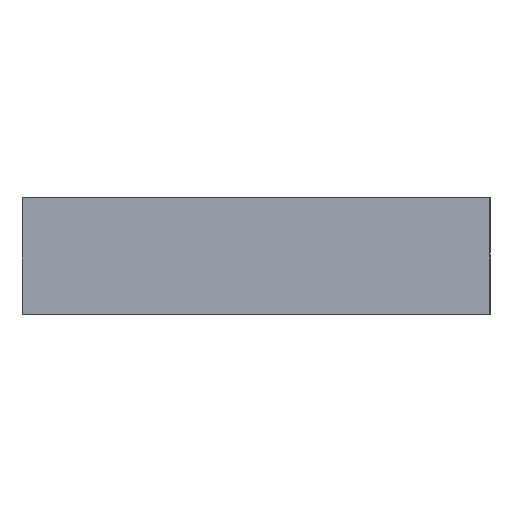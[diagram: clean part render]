
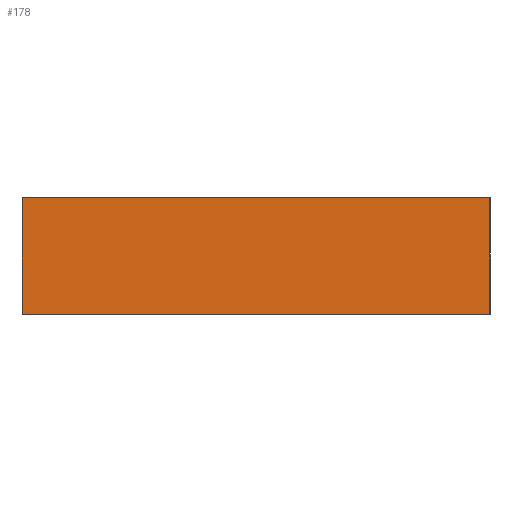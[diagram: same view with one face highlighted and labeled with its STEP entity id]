
A CAD part, top view. The second image highlights one B-rep face of the part: STEP entity #178.
In plain terms, the highlighted planar face has unit normal (0, 0, 1).
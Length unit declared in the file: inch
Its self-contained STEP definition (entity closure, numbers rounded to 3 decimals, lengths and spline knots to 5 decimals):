
#13 = AXIS2_PLACEMENT_3D ( 'NONE', #92, #93, #94 ) ;
#15 = FACE_OUTER_BOUND ( 'NONE', #136, .T. ) ;
#31 = VERTEX_POINT ( 'NONE', #109 ) ;
#56 = DIRECTION ( 'NONE',  ( 1., 0., 0. ) ) ;
#57 = CARTESIAN_POINT ( 'NONE',  ( 2., 0.5, 0. ) ) ;
#58 = LINE ( 'NONE', #57, #154 ) ;
#68 = DIRECTION ( 'NONE',  ( 0., -1., 0. ) ) ;
#69 = CARTESIAN_POINT ( 'NONE',  ( 2., 0.5, 0. ) ) ;
#70 = LINE ( 'NONE', #69, #166 ) ;
#71 = DIRECTION ( 'NONE',  ( 0., -1., 0. ) ) ;
#72 = CARTESIAN_POINT ( 'NONE',  ( 0., 0.5, 0. ) ) ;
#73 = LINE ( 'NONE', #72, #157 ) ;
#75 = DIRECTION ( 'NONE',  ( 1., 0., 0. ) ) ;
#76 = CARTESIAN_POINT ( 'NONE',  ( 2., 0., 0. ) ) ;
#77 = LINE ( 'NONE', #76, #165 ) ;
#92 = CARTESIAN_POINT ( 'NONE',  ( 2., 0.5, 0. ) ) ;
#93 = DIRECTION ( 'NONE',  ( 0., 0., -1. ) ) ;
#94 = DIRECTION ( 'NONE',  ( -1., 0., 0. ) ) ;
#100 = PLANE ( 'NONE',  #13 ) ;
#102 = CARTESIAN_POINT ( 'NONE',  ( 2., 0., 0. ) ) ;
#103 = CARTESIAN_POINT ( 'NONE',  ( 0., 0., 0. ) ) ;
#108 = CARTESIAN_POINT ( 'NONE',  ( 0., 0.5, 0. ) ) ;
#109 = CARTESIAN_POINT ( 'NONE',  ( 2., 0.5, 0. ) ) ;
#110 = ORIENTED_EDGE ( 'NONE', *, *, #184, .T. ) ;
#131 = ORIENTED_EDGE ( 'NONE', *, *, #185, .F. ) ;
#132 = ORIENTED_EDGE ( 'NONE', *, *, #189, .F. ) ;
#133 = ORIENTED_EDGE ( 'NONE', *, *, #183, .T. ) ;
#136 = EDGE_LOOP ( 'NONE', ( #133, #131, #132, #110 ) ) ;
#140 = VERTEX_POINT ( 'NONE', #108 ) ;
#145 = VERTEX_POINT ( 'NONE', #103 ) ;
#146 = VERTEX_POINT ( 'NONE', #102 ) ;
#154 = VECTOR ( 'NONE', #56, 39.37008 ) ;
#157 = VECTOR ( 'NONE', #71, 39.37008 ) ;
#165 = VECTOR ( 'NONE', #75, 39.37008 ) ;
#166 = VECTOR ( 'NONE', #68, 39.37008 ) ;
#178 = ADVANCED_FACE ( 'NONE', ( #15 ), #100, .F. ) ;
#183 = EDGE_CURVE ( 'NONE', #145, #146, #77, .T. ) ;
#184 = EDGE_CURVE ( 'NONE', #140, #145, #73, .T. ) ;
#185 = EDGE_CURVE ( 'NONE', #31, #146, #70, .T. ) ;
#189 = EDGE_CURVE ( 'NONE', #140, #31, #58, .T. ) ;
